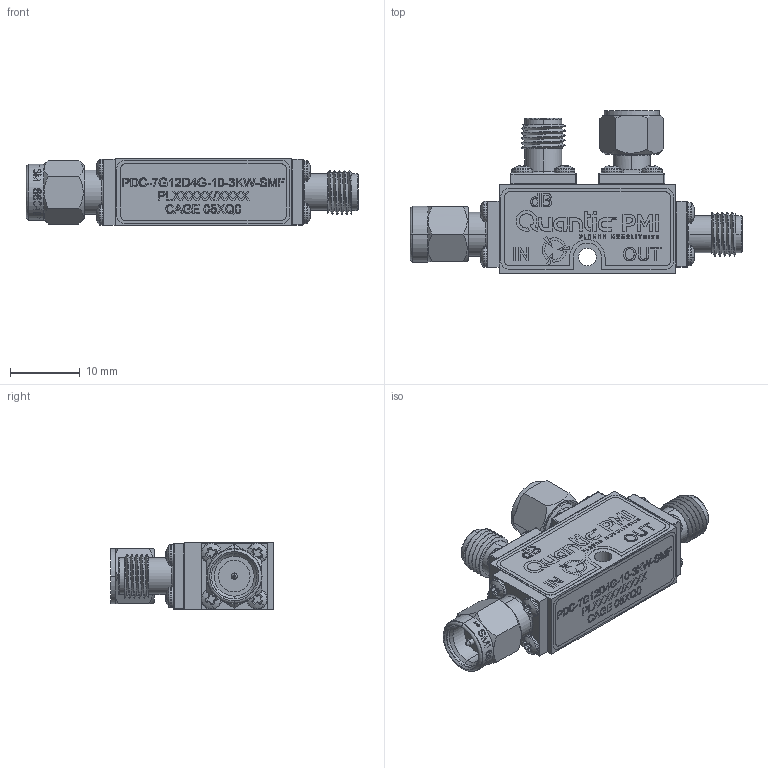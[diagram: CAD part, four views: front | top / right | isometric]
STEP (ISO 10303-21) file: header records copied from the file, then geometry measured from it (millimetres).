
FILE_DESCRIPTION (( 'STEP AP214' ), '1' );
FILE_NAME ('PDC-7G12D4G-10-3KW-SMF.STEP', '2025-10-01T15:27:53', ( '' ), ( '' ), 'SwSTEP 2.0', 'SolidWorks 2024', '' );
FILE_SCHEMA (( 'AUTOMOTIVE_DESIGN' ));
Length unit declared in the file: inch
Products named in the file (1): PDC-7G12D4G-10-3KW-SMF
Bounding box: 47.73 x 23.42 x 9.7 mm (x, y, z)
Volume: 4888.9 mm3; surface area: 6049.7 mm2
Topology: 29 solids, 29 shells, 1517 faces, 4679 edges, 3362 vertices
Faces by surface type: plane 557, cylinder 483, torus 170, cone 158, bspline 93, sphere 56
Entity records: 81729 total; most frequent: CARTESIAN_POINT 21718, ORIENTED_EDGE 9294, DIRECTION 7572, EDGE_CURVE 4647, VERTEX_POINT 3362, AXIS2_PLACEMENT_3D 2893, LINE 1786, VECTOR 1786
